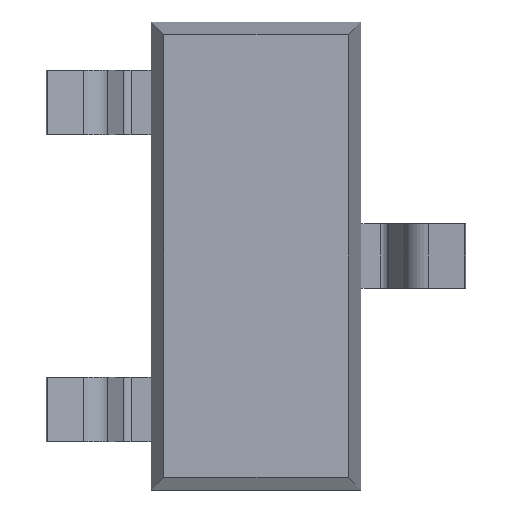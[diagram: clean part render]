
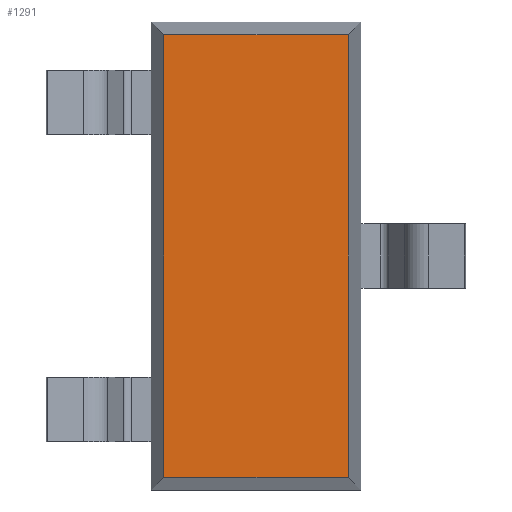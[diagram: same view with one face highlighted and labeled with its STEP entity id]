
A CAD part, front view. The second image highlights one B-rep face of the part: STEP entity #1291.
In plain terms, the highlighted planar face has unit normal (0, -1, 0).
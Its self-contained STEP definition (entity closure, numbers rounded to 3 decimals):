
#5 = VERTEX_POINT ( 'NONE', #379 ) ;
#11 = EDGE_CURVE ( 'NONE', #1058, #109, #361, .T. ) ;
#16 = DIRECTION ( 'NONE',  ( 0., 0., 1. ) ) ;
#98 = CARTESIAN_POINT ( 'NONE',  ( -0.65, 0.1, -1.372 ) ) ;
#109 = VERTEX_POINT ( 'NONE', #1236 ) ;
#184 = CARTESIAN_POINT ( 'NONE',  ( 0., 0.1, 0. ) ) ;
#244 = ORIENTED_EDGE ( 'NONE', *, *, #1566, .T. ) ;
#264 = ORIENTED_EDGE ( 'NONE', *, *, #1171, .T. ) ;
#346 = VECTOR ( 'NONE', #1217, 1000. ) ;
#354 = VECTOR ( 'NONE', #499, 1000. ) ;
#361 = LINE ( 'NONE', #98, #354 ) ;
#379 = CARTESIAN_POINT ( 'NONE',  ( 0.572, 0.1, 1.372 ) ) ;
#400 = CARTESIAN_POINT ( 'NONE',  ( 0.572, 0.1, -1.45 ) ) ;
#435 = DIRECTION ( 'NONE',  ( 0., -1., 0. ) ) ;
#499 = DIRECTION ( 'NONE',  ( 1., 0., 0. ) ) ;
#521 = CARTESIAN_POINT ( 'NONE',  ( -0.572, 0.1, -1.372 ) ) ;
#522 = EDGE_LOOP ( 'NONE', ( #1337, #244, #264, #1110 ) ) ;
#540 = DIRECTION ( 'NONE',  ( -1., 0., 0. ) ) ;
#567 = LINE ( 'NONE', #691, #346 ) ;
#591 = AXIS2_PLACEMENT_3D ( 'NONE', #184, #435, #853 ) ;
#691 = CARTESIAN_POINT ( 'NONE',  ( -0.572, 0.1, 1.45 ) ) ;
#836 = PLANE ( 'NONE',  #591 ) ;
#853 = DIRECTION ( 'NONE',  ( 0., 0., -1. ) ) ;
#948 = CARTESIAN_POINT ( 'NONE',  ( -0.572, 0.1, 1.372 ) ) ;
#952 = VECTOR ( 'NONE', #16, 1000. ) ;
#1058 = VERTEX_POINT ( 'NONE', #521 ) ;
#1065 = LINE ( 'NONE', #1192, #1448 ) ;
#1110 = ORIENTED_EDGE ( 'NONE', *, *, #1633, .T. ) ;
#1171 = EDGE_CURVE ( 'NONE', #5, #1520, #1065, .T. ) ;
#1192 = CARTESIAN_POINT ( 'NONE',  ( 0.65, 0.1, 1.372 ) ) ;
#1204 = LINE ( 'NONE', #400, #952 ) ;
#1217 = DIRECTION ( 'NONE',  ( 0., 0., -1. ) ) ;
#1236 = CARTESIAN_POINT ( 'NONE',  ( 0.572, 0.1, -1.372 ) ) ;
#1291 = ADVANCED_FACE ( 'NONE', ( #1620 ), #836, .T. ) ;
#1337 = ORIENTED_EDGE ( 'NONE', *, *, #11, .T. ) ;
#1448 = VECTOR ( 'NONE', #540, 1000. ) ;
#1520 = VERTEX_POINT ( 'NONE', #948 ) ;
#1566 = EDGE_CURVE ( 'NONE', #109, #5, #1204, .T. ) ;
#1620 = FACE_OUTER_BOUND ( 'NONE', #522, .T. ) ;
#1633 = EDGE_CURVE ( 'NONE', #1520, #1058, #567, .T. ) ;
